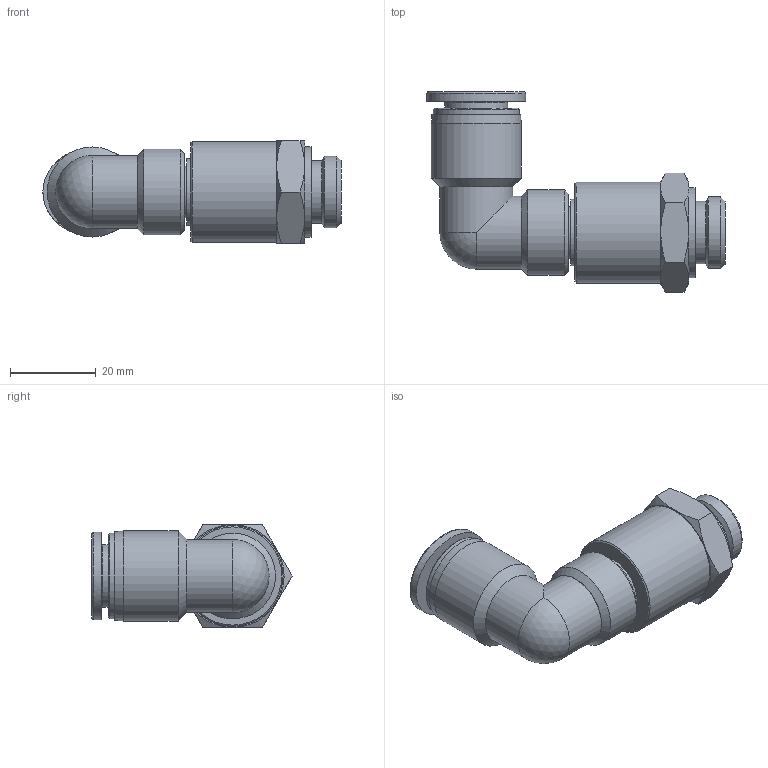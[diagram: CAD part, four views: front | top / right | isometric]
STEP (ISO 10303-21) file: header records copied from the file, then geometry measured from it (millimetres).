
FILE_DESCRIPTION((''),'2;1');
FILE_NAME('NHRL 12-G03.stp','2016-07-08T16:00:07',('Administrator'),(''),'Autodesk Inventor 2013','Autodesk Inventor 2013','');
FILE_SCHEMA(('CONFIG_CONTROL_DESIGN'));
Length unit declared in the file: millimetre
Products named in the file (5): NHRL 12-G03; HOUSING H12-G03; COUPLING-12H; NHRL BODY-12H; SLEEVE N12L
Assembly tree (4 placements, depth 2):
  NHRL 12-G03
    HOUSING H12-G03
    COUPLING-12H
    NHRL BODY-12H
    SLEEVE N12L
Bounding box: 69.5 x 46.66 x 24 mm (x, y, z)
Volume: 26426 mm3; surface area: 9543.8 mm2
Topology: 4 solids, 4 shells, 63 faces, 114 edges, 67 vertices
Faces by surface type: cone 23, plane 22, cylinder 14, bspline 2, torus 1, sphere 1
Full cylindrical faces by diameter (mm): 12 x1, 12.2 x1, 12.3 x1, 14.6 x1, 14.65 x1, 15.5 x1, 16.66 x1, 17 x2, 20 x2, 21 x2, 23.5 x1
Entity records: 1602 total; most frequent: CARTESIAN_POINT 389, DIRECTION 252, ORIENTED_EDGE 170, AXIS2_PLACEMENT_3D 123, EDGE_LOOP 100, EDGE_CURVE 85, VERTEX_POINT 65, FACE_OUTER_BOUND 63
